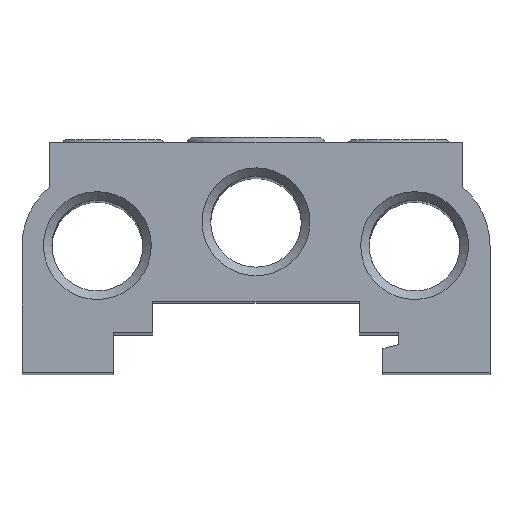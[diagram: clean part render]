
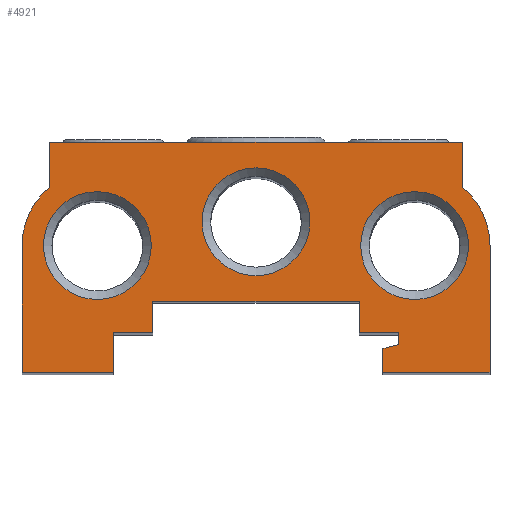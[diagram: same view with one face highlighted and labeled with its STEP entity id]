
A CAD part, top view. The second image highlights one B-rep face of the part: STEP entity #4921.
In plain terms, the highlighted planar face has unit normal (0, 0, 1).
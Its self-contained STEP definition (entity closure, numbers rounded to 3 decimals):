
#23=LINE('',#6525,#109);
#45=LINE('',#6668,#131);
#67=LINE('',#7216,#153);
#70=LINE('',#7222,#156);
#73=LINE('',#7228,#159);
#76=LINE('',#7234,#162);
#79=LINE('',#7240,#165);
#82=LINE('',#7246,#168);
#84=LINE('',#7251,#170);
#87=LINE('',#7257,#173);
#91=LINE('',#7264,#177);
#94=LINE('',#7270,#180);
#97=LINE('',#7276,#183);
#100=LINE('',#7285,#186);
#103=LINE('',#7300,#189);
#104=LINE('',#7306,#190);
#109=VECTOR('',#5495,1000.);
#131=VECTOR('',#5653,1000.);
#153=VECTOR('',#6339,1000.);
#156=VECTOR('',#6344,1000.);
#159=VECTOR('',#6349,1000.);
#162=VECTOR('',#6354,1000.);
#165=VECTOR('',#6359,1000.);
#168=VECTOR('',#6364,1000.);
#170=VECTOR('',#6368,1000.);
#173=VECTOR('',#6373,1000.);
#177=VECTOR('',#6379,1000.);
#180=VECTOR('',#6384,1000.);
#183=VECTOR('',#6389,1000.);
#186=VECTOR('',#6400,1000.);
#189=VECTOR('',#6417,1000.);
#190=VECTOR('',#6426,1000.);
#377=PLANE('',#5397);
#950=ORIENTED_EDGE('',*,*,#1262,.T.);
#951=ORIENTED_EDGE('',*,*,#1261,.T.);
#952=ORIENTED_EDGE('',*,*,#1260,.T.);
#953=ORIENTED_EDGE('',*,*,#1307,.F.);
#954=ORIENTED_EDGE('',*,*,#1309,.F.);
#955=ORIENTED_EDGE('',*,*,#1095,.F.);
#956=ORIENTED_EDGE('',*,*,#1310,.F.);
#957=ORIENTED_EDGE('',*,*,#1266,.F.);
#958=ORIENTED_EDGE('',*,*,#1269,.F.);
#959=ORIENTED_EDGE('',*,*,#1272,.F.);
#960=ORIENTED_EDGE('',*,*,#1275,.F.);
#961=ORIENTED_EDGE('',*,*,#1278,.F.);
#962=ORIENTED_EDGE('',*,*,#1281,.F.);
#963=ORIENTED_EDGE('',*,*,#1283,.F.);
#964=ORIENTED_EDGE('',*,*,#1286,.F.);
#965=ORIENTED_EDGE('',*,*,#1290,.F.);
#966=ORIENTED_EDGE('',*,*,#1293,.F.);
#967=ORIENTED_EDGE('',*,*,#1296,.F.);
#968=ORIENTED_EDGE('',*,*,#1299,.F.);
#969=ORIENTED_EDGE('',*,*,#1301,.F.);
#970=ORIENTED_EDGE('',*,*,#1040,.F.);
#1040=EDGE_CURVE('',#1352,#1350,#23,.T.);
#1095=EDGE_CURVE('',#1405,#1403,#45,.T.);
#1260=EDGE_CURVE('',#1593,#1593,#1842,.T.);
#1261=EDGE_CURVE('',#1594,#1594,#1843,.T.);
#1262=EDGE_CURVE('',#1595,#1595,#1844,.T.);
#1266=EDGE_CURVE('',#1599,#1597,#67,.T.);
#1269=EDGE_CURVE('',#1601,#1599,#70,.T.);
#1272=EDGE_CURVE('',#1603,#1601,#73,.T.);
#1275=EDGE_CURVE('',#1605,#1603,#76,.T.);
#1278=EDGE_CURVE('',#1607,#1605,#79,.T.);
#1281=EDGE_CURVE('',#1609,#1607,#82,.T.);
#1283=EDGE_CURVE('',#1611,#1609,#84,.T.);
#1286=EDGE_CURVE('',#1613,#1611,#87,.T.);
#1290=EDGE_CURVE('',#1615,#1613,#91,.T.);
#1293=EDGE_CURVE('',#1617,#1615,#94,.T.);
#1296=EDGE_CURVE('',#1619,#1617,#97,.T.);
#1299=EDGE_CURVE('',#1621,#1619,#1846,.T.);
#1301=EDGE_CURVE('',#1350,#1621,#100,.T.);
#1307=EDGE_CURVE('',#1626,#1352,#103,.T.);
#1309=EDGE_CURVE('',#1403,#1626,#1851,.T.);
#1310=EDGE_CURVE('',#1597,#1405,#104,.T.);
#1350=VERTEX_POINT('',#6520);
#1352=VERTEX_POINT('',#6524);
#1403=VERTEX_POINT('',#6663);
#1405=VERTEX_POINT('',#6667);
#1593=VERTEX_POINT('',#7201);
#1594=VERTEX_POINT('',#7204);
#1595=VERTEX_POINT('',#7207);
#1597=VERTEX_POINT('',#7211);
#1599=VERTEX_POINT('',#7215);
#1601=VERTEX_POINT('',#7221);
#1603=VERTEX_POINT('',#7227);
#1605=VERTEX_POINT('',#7233);
#1607=VERTEX_POINT('',#7239);
#1609=VERTEX_POINT('',#7245);
#1611=VERTEX_POINT('',#7250);
#1613=VERTEX_POINT('',#7256);
#1615=VERTEX_POINT('',#7263);
#1617=VERTEX_POINT('',#7269);
#1619=VERTEX_POINT('',#7275);
#1621=VERTEX_POINT('',#7281);
#1626=VERTEX_POINT('',#7299);
#1842=CIRCLE('',#5368,6.8);
#1843=CIRCLE('',#5370,6.8);
#1844=CIRCLE('',#5372,6.8);
#1846=CIRCLE('',#5386,9.5);
#1851=CIRCLE('',#5398,9.5);
#2319=EDGE_LOOP('',(#950));
#2320=EDGE_LOOP('',(#951));
#2321=EDGE_LOOP('',(#952));
#2322=EDGE_LOOP('',(#953,#954,#955,#956,#957,#958,#959,#960,#961,#962,#963,
#964,#965,#966,#967,#968,#969,#970));
#2831=FACE_BOUND('',#2319,.T.);
#2832=FACE_BOUND('',#2320,.T.);
#2833=FACE_BOUND('',#2321,.T.);
#2834=FACE_BOUND('',#2322,.T.);
#4921=ADVANCED_FACE('',(#2831,#2832,#2833,#2834),#377,.T.);
#5368=AXIS2_PLACEMENT_3D('',#7200,#6324,#6325);
#5370=AXIS2_PLACEMENT_3D('',#7203,#6328,#6329);
#5372=AXIS2_PLACEMENT_3D('',#7206,#6332,#6333);
#5386=AXIS2_PLACEMENT_3D('',#7282,#6395,#6396);
#5397=AXIS2_PLACEMENT_3D('',#7304,#6422,#6423);
#5398=AXIS2_PLACEMENT_3D('',#7305,#6424,#6425);
#5495=DIRECTION('',(1.,0.,0.));
#5653=DIRECTION('',(0.,1.,0.));
#6324=DIRECTION('',(0.,0.,-1.));
#6325=DIRECTION('',(-1.,0.,0.));
#6328=DIRECTION('',(0.,0.,-1.));
#6329=DIRECTION('',(-1.,0.,0.));
#6332=DIRECTION('',(0.,0.,-1.));
#6333=DIRECTION('',(-1.,0.,0.));
#6339=DIRECTION('',(0.,-1.,0.));
#6344=DIRECTION('',(-1.,0.,0.));
#6349=DIRECTION('',(0.,-1.,0.));
#6354=DIRECTION('',(-1.,0.,0.));
#6359=DIRECTION('',(0.,1.,0.));
#6364=DIRECTION('',(-1.,0.,0.));
#6368=DIRECTION('',(0.,1.,0.));
#6373=DIRECTION('',(0.966,0.259,0.));
#6379=DIRECTION('',(0.,1.,0.));
#6384=DIRECTION('',(-1.,0.,0.));
#6389=DIRECTION('',(0.,-1.,0.));
#6395=DIRECTION('',(0.,0.,-1.));
#6396=DIRECTION('',(1.,0.,0.));
#6400=DIRECTION('',(0.,-1.,0.));
#6417=DIRECTION('',(0.,1.,0.));
#6422=DIRECTION('',(0.,0.,1.));
#6423=DIRECTION('',(1.,0.,0.));
#6424=DIRECTION('',(0.,0.,-1.));
#6425=DIRECTION('',(-0.632,0.775,0.));
#6426=DIRECTION('',(-1.,0.,0.));
#6520=CARTESIAN_POINT('',(26.,29.,207.));
#6524=CARTESIAN_POINT('',(-26.,29.,207.));
#6525=CARTESIAN_POINT('',(-26.,29.,207.));
#6663=CARTESIAN_POINT('',(-29.5,16.,207.));
#6667=CARTESIAN_POINT('',(-29.5,0.,207.));
#6668=CARTESIAN_POINT('',(-29.5,0.,207.));
#7200=CARTESIAN_POINT('',(-20.,16.,207.));
#7201=CARTESIAN_POINT('',(-26.8,16.,207.));
#7203=CARTESIAN_POINT('',(0.,19.,207.));
#7204=CARTESIAN_POINT('',(-6.8,19.,207.));
#7206=CARTESIAN_POINT('',(20.,16.,207.));
#7207=CARTESIAN_POINT('',(13.2,16.,207.));
#7211=CARTESIAN_POINT('',(-18.,0.,207.));
#7215=CARTESIAN_POINT('',(-18.,5.,207.));
#7216=CARTESIAN_POINT('',(-18.,5.,207.));
#7221=CARTESIAN_POINT('',(-13.,5.,207.));
#7222=CARTESIAN_POINT('',(-13.,5.,207.));
#7227=CARTESIAN_POINT('',(-13.,9.,207.));
#7228=CARTESIAN_POINT('',(-13.,9.,207.));
#7233=CARTESIAN_POINT('',(13.,9.,207.));
#7234=CARTESIAN_POINT('',(13.,9.,207.));
#7239=CARTESIAN_POINT('',(13.,5.,207.));
#7240=CARTESIAN_POINT('',(13.,5.,207.));
#7245=CARTESIAN_POINT('',(18.,5.,207.));
#7246=CARTESIAN_POINT('',(18.,5.,207.));
#7250=CARTESIAN_POINT('',(18.,3.536,207.));
#7251=CARTESIAN_POINT('',(18.,3.536,207.));
#7256=CARTESIAN_POINT('',(16.,3.,207.));
#7257=CARTESIAN_POINT('',(16.,3.,207.));
#7263=CARTESIAN_POINT('',(16.,0.,207.));
#7264=CARTESIAN_POINT('',(16.,0.,207.));
#7269=CARTESIAN_POINT('',(29.5,0.,207.));
#7270=CARTESIAN_POINT('',(29.5,0.,207.));
#7275=CARTESIAN_POINT('',(29.5,16.,207.));
#7276=CARTESIAN_POINT('',(29.5,16.,207.));
#7281=CARTESIAN_POINT('',(26.,23.365,207.));
#7282=CARTESIAN_POINT('',(20.,16.,207.));
#7285=CARTESIAN_POINT('',(26.,29.,207.));
#7299=CARTESIAN_POINT('',(-26.,23.365,207.));
#7300=CARTESIAN_POINT('',(-26.,23.365,207.));
#7304=CARTESIAN_POINT('',(0.278,14.351,207.));
#7305=CARTESIAN_POINT('',(-20.,16.,207.));
#7306=CARTESIAN_POINT('',(-18.,0.,207.));
